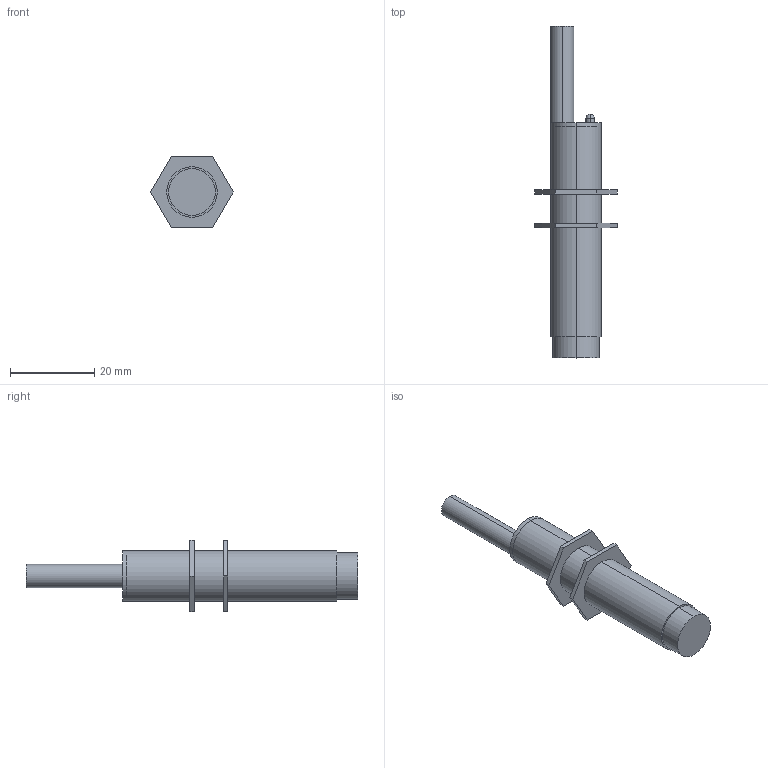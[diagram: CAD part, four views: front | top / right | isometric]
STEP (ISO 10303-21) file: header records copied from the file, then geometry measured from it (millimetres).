
FILE_DESCRIPTION (( 'STEP AP203' ), '1' );
FILE_NAME ('proximity.STEP', '2022-05-13T21:33:34', ( '' ), ( '' ), 'SwSTEP 2.0', 'SolidWorks 2016', '' );
FILE_SCHEMA (( 'CONFIG_CONTROL_DESIGN' ));
Length unit declared in the file: millimetre
Products named in the file (1): proximity
Bounding box: 19.63 x 79 x 17 mm (x, y, z)
Volume: 7078 mm3; surface area: 3794.8 mm2
Topology: 5 solids, 5 shells, 41 faces, 84 edges, 55 vertices
Faces by surface type: plane 25, cylinder 14, sphere 2
Entity records: 1125 total; most frequent: DIRECTION 194, CARTESIAN_POINT 175, ORIENTED_EDGE 160, EDGE_CURVE 80, AXIS2_PLACEMENT_3D 72, VERTEX_POINT 53, LINE 50, VECTOR 50
